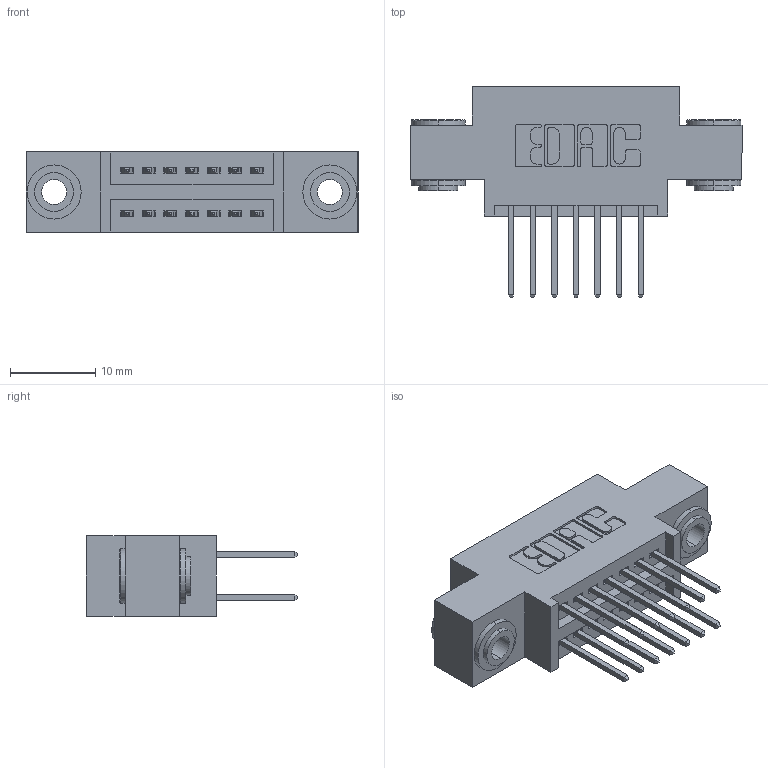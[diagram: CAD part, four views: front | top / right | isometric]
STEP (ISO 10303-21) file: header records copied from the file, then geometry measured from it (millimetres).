
FILE_DESCRIPTION (( 'STEP AP203' ), '1' );
FILE_NAME ('345-014-523-803.STEP', '2019-10-26T17:56:29', ( '' ), ( '' ), 'SwSTEP 2.0', 'SolidWorks 2016', '' );
FILE_SCHEMA (( 'CONFIG_CONTROL_DESIGN' ));
Length unit declared in the file: inch
Products named in the file (4): 345-014-523-803; 345-250-002_345-250-002-102; 345-292-001_345-293-123; 345 Part_0.170 Offset - 0.156 Dia-TH
Assembly tree (17 placements, depth 2):
  345-014-523-803
    345 Part_0.170 Offset - 0.156 Dia-TH
    345-292-001_345-293-123  x14
    345-250-002_345-250-002-102  x2
Bounding box: 38.99 x 24.82 x 9.4 mm (x, y, z)
Volume: 3397.3 mm3; surface area: 4820.9 mm2
Topology: 17 solids, 17 shells, 868 faces, 2515 edges, 1654 vertices
Faces by surface type: plane 556, cylinder 304, cone 8
Entity records: 11004 total; most frequent: CARTESIAN_POINT 1855, ORIENTED_EDGE 1782, DIRECTION 1709, EDGE_CURVE 891, LINE 707, VECTOR 707, VERTEX_POINT 590, AXIS2_PLACEMENT_3D 501
